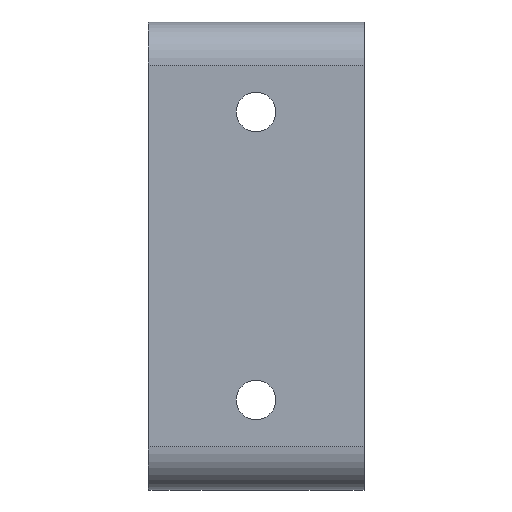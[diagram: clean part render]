
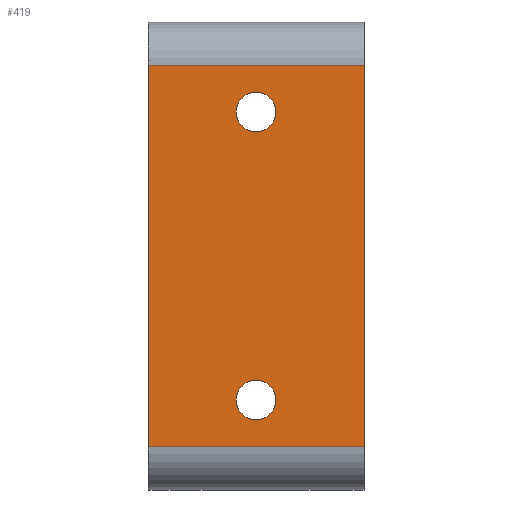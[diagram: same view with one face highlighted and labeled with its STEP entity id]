
A CAD part, front view. The second image highlights one B-rep face of the part: STEP entity #419.
In plain terms, the highlighted planar face has unit normal (0, -1, 0).
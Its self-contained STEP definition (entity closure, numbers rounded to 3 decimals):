
#18=FACE_BOUND('',#87,.T.);
#19=FACE_BOUND('',#88,.T.);
#33=PLANE('',#484);
#57=FACE_OUTER_BOUND('',#86,.T.);
#86=EDGE_LOOP('',(#354,#355,#356,#357));
#87=EDGE_LOOP('',(#358));
#88=EDGE_LOOP('',(#359));
#122=LINE('',#702,#158);
#126=LINE('',#717,#162);
#129=LINE('',#723,#165);
#130=LINE('',#724,#166);
#158=VECTOR('',#573,10.);
#162=VECTOR('',#593,10.);
#165=VECTOR('',#598,10.);
#166=VECTOR('',#599,10.);
#180=CIRCLE('',#470,5.5);
#182=CIRCLE('',#473,5.5);
#212=VERTEX_POINT('',#688);
#214=VERTEX_POINT('',#694);
#215=VERTEX_POINT('',#699);
#216=VERTEX_POINT('',#701);
#219=VERTEX_POINT('',#716);
#221=VERTEX_POINT('',#722);
#253=EDGE_CURVE('',#212,#212,#180,.T.);
#256=EDGE_CURVE('',#214,#214,#182,.T.);
#259=EDGE_CURVE('',#216,#215,#122,.T.);
#266=EDGE_CURVE('',#219,#216,#126,.T.);
#269=EDGE_CURVE('',#215,#221,#129,.T.);
#270=EDGE_CURVE('',#221,#219,#130,.T.);
#354=ORIENTED_EDGE('',*,*,#259,.T.);
#355=ORIENTED_EDGE('',*,*,#269,.T.);
#356=ORIENTED_EDGE('',*,*,#270,.T.);
#357=ORIENTED_EDGE('',*,*,#266,.T.);
#358=ORIENTED_EDGE('',*,*,#253,.T.);
#359=ORIENTED_EDGE('',*,*,#256,.T.);
#419=ADVANCED_FACE('',(#57,#18,#19),#33,.F.);
#470=AXIS2_PLACEMENT_3D('',#690,#559,#560);
#473=AXIS2_PLACEMENT_3D('',#696,#566,#567);
#484=AXIS2_PLACEMENT_3D('',#721,#596,#597);
#559=DIRECTION('center_axis',(0.,1.,0.));
#560=DIRECTION('ref_axis',(1.,0.,0.));
#566=DIRECTION('center_axis',(0.,1.,0.));
#567=DIRECTION('ref_axis',(1.,0.,0.));
#573=DIRECTION('',(-1.,0.,0.));
#593=DIRECTION('',(0.,0.,1.));
#596=DIRECTION('center_axis',(0.,1.,0.));
#597=DIRECTION('ref_axis',(0.,0.,1.));
#598=DIRECTION('',(0.,0.,-1.));
#599=DIRECTION('',(1.,0.,0.));
#688=CARTESIAN_POINT('',(-35.5,0.,-105.));
#690=CARTESIAN_POINT('Origin',(-30.,0.,-105.));
#694=CARTESIAN_POINT('',(-35.5,0.,-25.));
#696=CARTESIAN_POINT('Origin',(-30.,0.,-25.));
#699=CARTESIAN_POINT('',(-60.,0.,-12.));
#701=CARTESIAN_POINT('',(0.,0.,-12.));
#702=CARTESIAN_POINT('',(-15.,0.,-12.));
#716=CARTESIAN_POINT('',(0.,0.,-118.));
#717=CARTESIAN_POINT('',(0.,0.,-130.));
#721=CARTESIAN_POINT('Origin',(-30.,0.,-65.));
#722=CARTESIAN_POINT('',(-60.,0.,-118.));
#723=CARTESIAN_POINT('',(-60.,0.,0.));
#724=CARTESIAN_POINT('',(-45.,0.,-118.));
